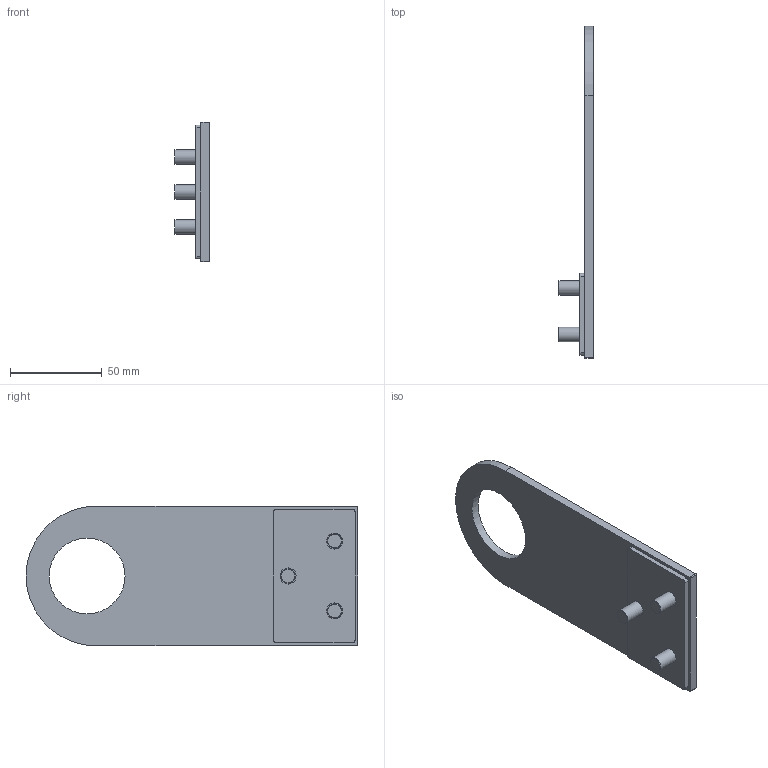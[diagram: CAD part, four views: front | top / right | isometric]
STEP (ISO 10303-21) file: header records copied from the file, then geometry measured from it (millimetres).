
FILE_DESCRIPTION (( 'STEP AP203' ), '1' );
FILE_NAME ('SCE-LLB7.step', '2021-02-09T22:29:36', ( 'ADC123' ), ( 'Microsoft' ), 'SwSTEP 2.0', 'SolidWorks 2019', '' );
FILE_SCHEMA (( 'CONFIG_CONTROL_DESIGN' ));
Length unit declared in the file: inch
Products named in the file (1): SCE-LLB7
Bounding box: 19.05 x 180.97 x 76.2 mm (x, y, z)
Volume: 66413.2 mm3; surface area: 35447.9 mm2
Topology: 5 solids, 5 shells, 44 faces, 90 edges, 59 vertices
Faces by surface type: cylinder 21, plane 20, cone 3
Full cylindrical faces by diameter (mm): 4.775 x1, 7.874 x3, 7.925 x3, 8.738 x3, 9.55 x3, 41.402 x1
Entity records: 1193 total; most frequent: DIRECTION 208, CARTESIAN_POINT 177, ORIENTED_EDGE 146, AXIS2_PLACEMENT_3D 90, EDGE_LOOP 80, EDGE_CURVE 73, VERTEX_POINT 59, FACE_OUTER_BOUND 58
